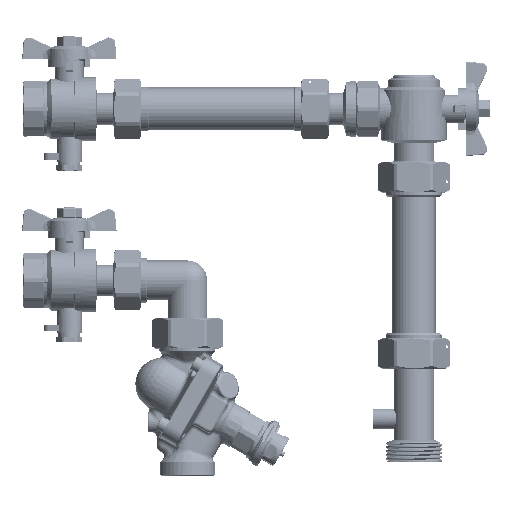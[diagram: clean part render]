
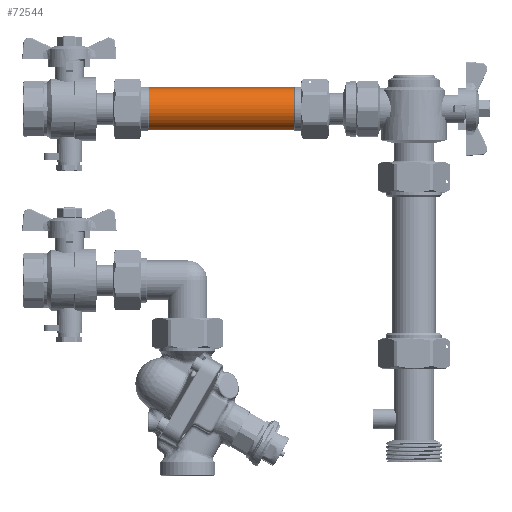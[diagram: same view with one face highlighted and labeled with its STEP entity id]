
A CAD part, top view. The second image highlights one B-rep face of the part: STEP entity #72544.
In plain terms, the highlighted cylindrical face has radius 12.7 mm (diameter 25.4 mm), a full revolution.
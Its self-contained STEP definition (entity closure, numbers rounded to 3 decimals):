
#15055=CYLINDRICAL_SURFACE('',#78989,12.7);
#16504=ORIENTED_EDGE('',*,*,#38790,.F.);
#16505=ORIENTED_EDGE('',*,*,#38792,.T.);
#38790=EDGE_CURVE('',#49976,#49976,#57229,.T.);
#38792=EDGE_CURVE('',#49978,#49978,#57231,.T.);
#49976=VERTEX_POINT('',#107703);
#49978=VERTEX_POINT('',#107708);
#57229=CIRCLE('',#78985,12.7);
#57231=CIRCLE('',#78988,12.7);
#59730=EDGE_LOOP('',(#16504));
#59731=EDGE_LOOP('',(#16505));
#65108=FACE_BOUND('',#59730,.T.);
#65109=FACE_BOUND('',#59731,.T.);
#72544=ADVANCED_FACE('',(#65108,#65109),#15055,.T.);
#78985=AXIS2_PLACEMENT_3D('',#107702,#87094,#87095);
#78988=AXIS2_PLACEMENT_3D('',#107707,#87100,#87101);
#78989=AXIS2_PLACEMENT_3D('',#107709,#87102,#87103);
#87094=DIRECTION('',(1.,0.,0.));
#87095=DIRECTION('',(0.,1.,0.));
#87100=DIRECTION('',(1.,0.,0.));
#87101=DIRECTION('',(0.,1.,0.));
#87102=DIRECTION('',(1.,0.,0.));
#87103=DIRECTION('',(0.,1.,0.));
#107702=CARTESIAN_POINT('',(134.8,0.,-11.));
#107703=CARTESIAN_POINT('',(134.8,12.7,-11.));
#107707=CARTESIAN_POINT('',(48.8,0.,-11.));
#107708=CARTESIAN_POINT('',(48.8,12.7,-11.));
#107709=CARTESIAN_POINT('',(91.8,0.,-11.));
